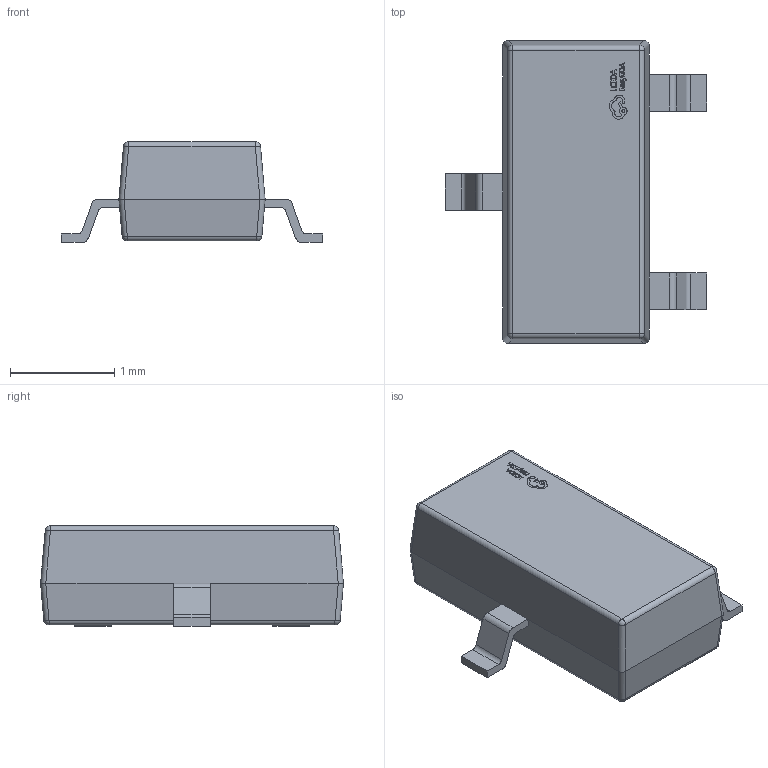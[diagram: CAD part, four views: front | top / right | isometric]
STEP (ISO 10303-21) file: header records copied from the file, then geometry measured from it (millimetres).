
FILE_DESCRIPTION (( 'STEP AP214' ), '1' );
FILE_NAME ('SOT-23-3_L2.9-W1.4-P1.90-LS2.5-BR.step', '2022-07-26T11:02:34', ( '' ), ( '' ), 'SwSTEP 2.0', 'SolidWorks 2020', '' );
FILE_SCHEMA (( 'AUTOMOTIVE_DESIGN' ));
Length unit declared in the file: millimetre
Products named in the file (1): SOT-23-3_L2.9-W1.4-P1.90-LS2.5-BR
Bounding box: 2.5 x 2.9 x 0.96 mm (x, y, z)
Volume: 3.7 mm3; surface area: 17.1 mm2
Topology: 14 solids, 14 shells, 360 faces, 937 edges, 612 vertices
Faces by surface type: plane 213, bspline 111, cylinder 28, sphere 8
Entity records: 15744 total; most frequent: CARTESIAN_POINT 3613, ORIENTED_EDGE 1874, DIRECTION 1214, EDGE_CURVE 937, LINE 618, VECTOR 618, VERTEX_POINT 612, EDGE_LOOP 379
